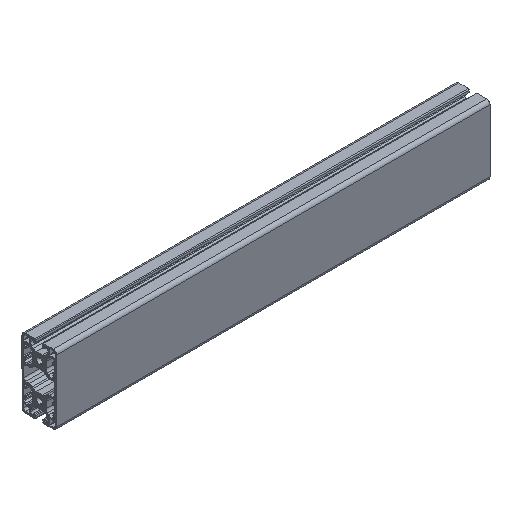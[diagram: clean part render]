
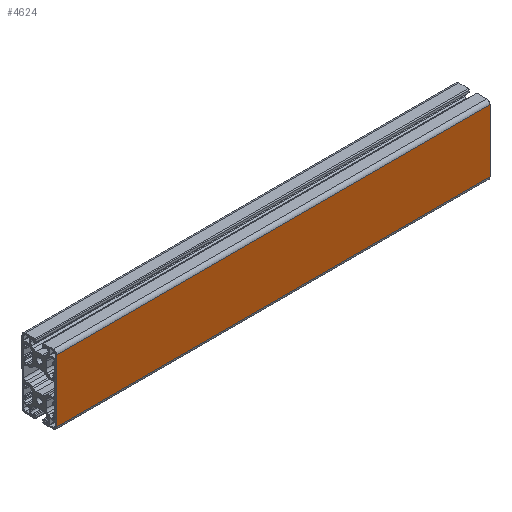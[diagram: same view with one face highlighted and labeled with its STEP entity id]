
A CAD part, isometric view. The second image highlights one B-rep face of the part: STEP entity #4624.
In plain terms, the highlighted planar face has unit normal (0, -1, 0).
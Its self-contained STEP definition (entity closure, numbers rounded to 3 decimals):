
#46 = DIRECTION ( 'NONE',  ( 0., 0., 1. ) ) ;
#115 = VERTEX_POINT ( 'NONE', #2809 ) ;
#236 = DIRECTION ( 'NONE',  ( 0., 0., 1. ) ) ;
#376 = EDGE_CURVE ( 'NONE', #2547, #115, #4055, .T. ) ;
#497 = VECTOR ( 'NONE', #236, 1000. ) ;
#633 = VECTOR ( 'NONE', #659, 1000. ) ;
#659 = DIRECTION ( 'NONE',  ( 1., 0., 0. ) ) ;
#761 = EDGE_CURVE ( 'NONE', #7589, #2349, #3107, .T. ) ;
#1100 = LINE ( 'NONE', #7276, #6144 ) ;
#2160 = ORIENTED_EDGE ( 'NONE', *, *, #761, .F. ) ;
#2349 = VERTEX_POINT ( 'NONE', #3543 ) ;
#2500 = EDGE_CURVE ( 'NONE', #2547, #7589, #4390, .T. ) ;
#2520 = DIRECTION ( 'NONE',  ( 0., 0., 1. ) ) ;
#2547 = VERTEX_POINT ( 'NONE', #7460 ) ;
#2751 = CARTESIAN_POINT ( 'NONE',  ( 1500., -20., -836. ) ) ;
#2809 = CARTESIAN_POINT ( 'NONE',  ( 2000., -20., -836. ) ) ;
#3107 = LINE ( 'NONE', #4555, #633 ) ;
#3218 = AXIS2_PLACEMENT_3D ( 'NONE', #4229, #6165, #2520 ) ;
#3543 = CARTESIAN_POINT ( 'NONE',  ( 2000., -20., -764. ) ) ;
#3621 = EDGE_CURVE ( 'NONE', #115, #2349, #1100, .T. ) ;
#3701 = PLANE ( 'NONE',  #3218 ) ;
#3883 = ORIENTED_EDGE ( 'NONE', *, *, #2500, .F. ) ;
#4043 = ORIENTED_EDGE ( 'NONE', *, *, #376, .T. ) ;
#4055 = LINE ( 'NONE', #2751, #5246 ) ;
#4229 = CARTESIAN_POINT ( 'NONE',  ( 1500., -20., -836. ) ) ;
#4390 = LINE ( 'NONE', #6892, #497 ) ;
#4555 = CARTESIAN_POINT ( 'NONE',  ( 1500., -20., -764. ) ) ;
#4624 = ADVANCED_FACE ( 'NONE', ( #6083 ), #3701, .F. ) ;
#4676 = EDGE_LOOP ( 'NONE', ( #5252, #2160, #3883, #4043 ) ) ;
#5246 = VECTOR ( 'NONE', #6484, 1000. ) ;
#5252 = ORIENTED_EDGE ( 'NONE', *, *, #3621, .T. ) ;
#5811 = CARTESIAN_POINT ( 'NONE',  ( 1500., -20., -764. ) ) ;
#6083 = FACE_OUTER_BOUND ( 'NONE', #4676, .T. ) ;
#6144 = VECTOR ( 'NONE', #46, 1000. ) ;
#6165 = DIRECTION ( 'NONE',  ( 0., 1., 0. ) ) ;
#6484 = DIRECTION ( 'NONE',  ( 1., 0., 0. ) ) ;
#6892 = CARTESIAN_POINT ( 'NONE',  ( 1500., -20., -836. ) ) ;
#7276 = CARTESIAN_POINT ( 'NONE',  ( 2000., -20., -836. ) ) ;
#7460 = CARTESIAN_POINT ( 'NONE',  ( 1500., -20., -836. ) ) ;
#7589 = VERTEX_POINT ( 'NONE', #5811 ) ;
